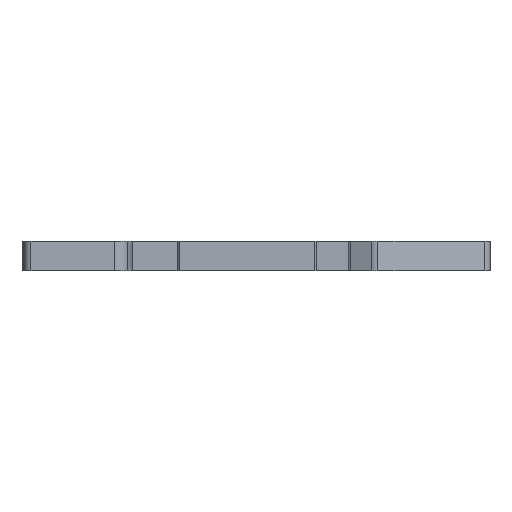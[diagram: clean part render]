
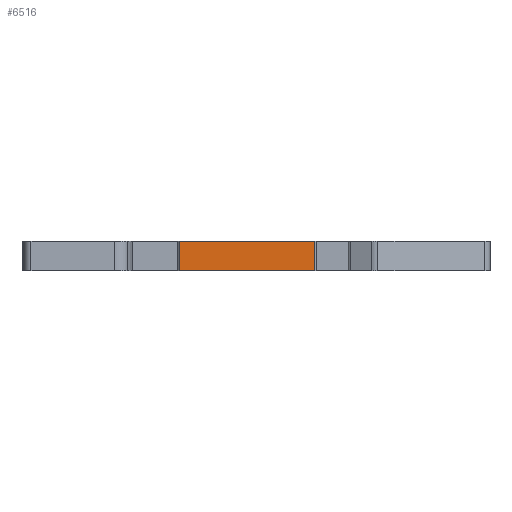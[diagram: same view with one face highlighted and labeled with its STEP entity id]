
A CAD part, front view. The second image highlights one B-rep face of the part: STEP entity #6516.
In plain terms, the highlighted planar face has unit normal (0, -1, 0).
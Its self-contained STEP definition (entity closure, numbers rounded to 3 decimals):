
#2526=DIRECTION('',(1.,0.,0.));
#2527=VECTOR('',#2526,19.6);
#2528=CARTESIAN_POINT('',(-129.791,23.4,4.2));
#2529=LINE('',#2528,#2527);
#2530=DIRECTION('',(-1.,0.,0.));
#2531=VECTOR('',#2530,19.6);
#2532=CARTESIAN_POINT('',(-110.191,23.4,0.));
#2533=LINE('',#2532,#2531);
#2534=DIRECTION('',(0.,0.,1.));
#2535=VECTOR('',#2534,4.2);
#2536=CARTESIAN_POINT('',(-129.791,23.4,0.));
#2537=LINE('',#2536,#2535);
#2538=DIRECTION('',(0.,0.,1.));
#2539=VECTOR('',#2538,4.2);
#2540=CARTESIAN_POINT('',(-110.191,23.4,0.));
#2541=LINE('',#2540,#2539);
#3390=CARTESIAN_POINT('',(-129.791,23.4,0.));
#3391=VERTEX_POINT('',#3390);
#3398=CARTESIAN_POINT('',(-129.791,23.4,4.2));
#3399=VERTEX_POINT('',#3398);
#3404=CARTESIAN_POINT('',(-110.191,23.4,0.));
#3406=VERTEX_POINT('',#3404);
#3554=CARTESIAN_POINT('',(-110.191,23.4,4.2));
#3556=VERTEX_POINT('',#3554);
#6504=CARTESIAN_POINT('',(-129.791,23.4,0.));
#6505=DIRECTION('',(0.,-1.,0.));
#6506=DIRECTION('',(1.,0.,0.));
#6507=AXIS2_PLACEMENT_3D('',#6504,#6505,#6506);
#6508=PLANE('',#6507);
#6509=ORIENTED_EDGE('',*,*,#4498,.T.);
#6511=ORIENTED_EDGE('',*,*,#6510,.F.);
#6512=ORIENTED_EDGE('',*,*,#3859,.T.);
#6513=ORIENTED_EDGE('',*,*,#6499,.T.);
#6514=EDGE_LOOP('',(#6509,#6511,#6512,#6513));
#6515=FACE_OUTER_BOUND('',#6514,.F.);
#6516=ADVANCED_FACE('',(#6515),#6508,.T.);
#3859=EDGE_CURVE('',#3406,#3391,#2533,.T.);
#4498=EDGE_CURVE('',#3399,#3556,#2529,.T.);
#6499=EDGE_CURVE('',#3391,#3399,#2537,.T.);
#6510=EDGE_CURVE('',#3406,#3556,#2541,.T.);
